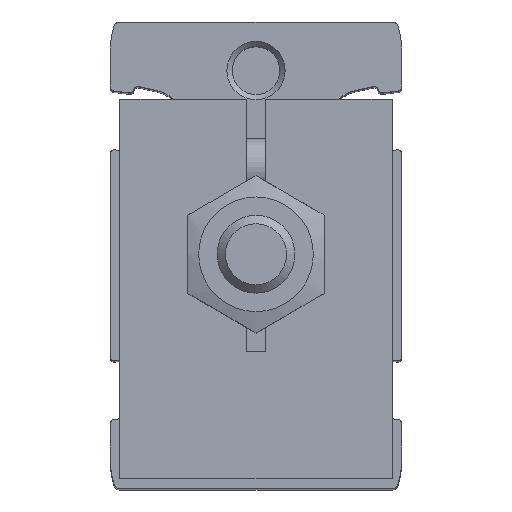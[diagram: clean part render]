
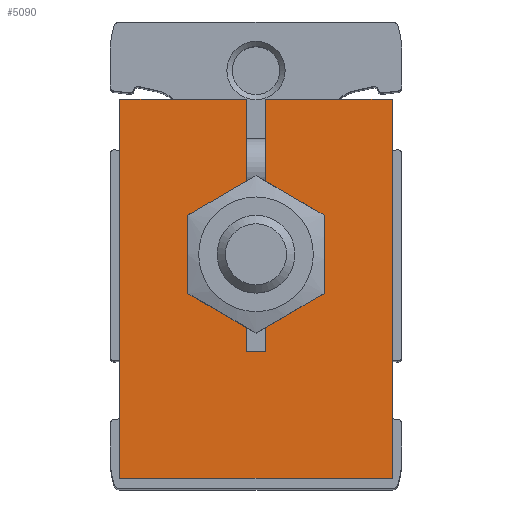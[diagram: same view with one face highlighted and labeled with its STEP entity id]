
A CAD part, top view. The second image highlights one B-rep face of the part: STEP entity #5090.
In plain terms, the highlighted planar face has unit normal (0, 0, 1).
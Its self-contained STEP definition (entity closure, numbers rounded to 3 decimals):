
#213=PLANE('',#5546);
#413=LINE('',#8087,#649);
#415=LINE('',#8092,#651);
#418=LINE('',#8100,#654);
#421=LINE('',#8106,#657);
#424=LINE('',#8114,#660);
#431=LINE('',#8133,#667);
#432=LINE('',#8135,#668);
#433=LINE('',#8139,#669);
#434=LINE('',#8141,#670);
#435=LINE('',#8143,#671);
#649=VECTOR('',#6558,1000.);
#651=VECTOR('',#6562,1000.);
#654=VECTOR('',#6569,1000.);
#657=VECTOR('',#6574,1000.);
#660=VECTOR('',#6581,1000.);
#667=VECTOR('',#6598,1000.);
#668=VECTOR('',#6599,1000.);
#669=VECTOR('',#6602,1000.);
#670=VECTOR('',#6603,1000.);
#671=VECTOR('',#6604,1000.);
#862=CIRCLE('',#5547,2.);
#863=CIRCLE('',#5548,2.);
#1789=ORIENTED_EDGE('',*,*,#2414,.F.);
#1790=ORIENTED_EDGE('',*,*,#2391,.T.);
#1791=ORIENTED_EDGE('',*,*,#2397,.T.);
#1792=ORIENTED_EDGE('',*,*,#2400,.T.);
#1793=ORIENTED_EDGE('',*,*,#2404,.T.);
#1794=ORIENTED_EDGE('',*,*,#2393,.T.);
#1795=ORIENTED_EDGE('',*,*,#2415,.F.);
#1796=ORIENTED_EDGE('',*,*,#2416,.F.);
#1797=ORIENTED_EDGE('',*,*,#2417,.F.);
#1798=ORIENTED_EDGE('',*,*,#2418,.F.);
#1799=ORIENTED_EDGE('',*,*,#2419,.F.);
#1800=ORIENTED_EDGE('',*,*,#2420,.F.);
#2391=EDGE_CURVE('',#2805,#2807,#413,.T.);
#2393=EDGE_CURVE('',#2810,#2809,#415,.T.);
#2397=EDGE_CURVE('',#2807,#2813,#418,.T.);
#2400=EDGE_CURVE('',#2813,#2815,#421,.T.);
#2404=EDGE_CURVE('',#2815,#2810,#424,.T.);
#2414=EDGE_CURVE('',#2805,#2825,#431,.T.);
#2415=EDGE_CURVE('',#2826,#2809,#432,.T.);
#2416=EDGE_CURVE('',#2827,#2826,#862,.T.);
#2417=EDGE_CURVE('',#2828,#2827,#433,.T.);
#2418=EDGE_CURVE('',#2829,#2828,#434,.T.);
#2419=EDGE_CURVE('',#2830,#2829,#435,.T.);
#2420=EDGE_CURVE('',#2825,#2830,#863,.T.);
#2805=VERTEX_POINT('',#8082);
#2807=VERTEX_POINT('',#8086);
#2809=VERTEX_POINT('',#8091);
#2810=VERTEX_POINT('',#8093);
#2813=VERTEX_POINT('',#8101);
#2815=VERTEX_POINT('',#8107);
#2825=VERTEX_POINT('',#8134);
#2826=VERTEX_POINT('',#8136);
#2827=VERTEX_POINT('',#8138);
#2828=VERTEX_POINT('',#8140);
#2829=VERTEX_POINT('',#8142);
#2830=VERTEX_POINT('',#8144);
#3248=EDGE_LOOP('',(#1789,#1790,#1791,#1792,#1793,#1794,#1795,#1796,#1797,
#1798,#1799,#1800));
#3597=FACE_BOUND('',#3248,.T.);
#5090=ADVANCED_FACE('',(#3597),#213,.T.);
#5546=AXIS2_PLACEMENT_3D('',#8132,#6596,#6597);
#5547=AXIS2_PLACEMENT_3D('',#8137,#6600,#6601);
#5548=AXIS2_PLACEMENT_3D('',#8145,#6605,#6606);
#6558=DIRECTION('',(-1.,0.,0.));
#6562=DIRECTION('',(-1.,0.,0.));
#6569=DIRECTION('',(0.,-1.,0.));
#6574=DIRECTION('',(1.,0.,0.));
#6581=DIRECTION('',(0.,1.,0.));
#6596=DIRECTION('',(0.,0.,1.));
#6597=DIRECTION('',(1.,0.,0.));
#6598=DIRECTION('',(0.,-1.,0.));
#6599=DIRECTION('',(0.,1.,0.));
#6600=DIRECTION('',(0.,0.,1.));
#6601=DIRECTION('',(1.,0.,0.));
#6602=DIRECTION('',(0.,1.,0.));
#6603=DIRECTION('',(1.,0.,0.));
#6604=DIRECTION('',(0.,-1.,0.));
#6605=DIRECTION('',(0.,0.,1.));
#6606=DIRECTION('',(1.,0.,0.));
#8082=CARTESIAN_POINT('',(-0.5,19.5,0.));
#8086=CARTESIAN_POINT('',(-7.,19.5,0.));
#8087=CARTESIAN_POINT('',(7.,19.5,0.));
#8091=CARTESIAN_POINT('',(0.5,19.5,0.));
#8092=CARTESIAN_POINT('',(7.,19.5,0.));
#8093=CARTESIAN_POINT('',(7.,19.5,0.));
#8100=CARTESIAN_POINT('',(-7.,19.5,0.));
#8101=CARTESIAN_POINT('',(-7.,0.,0.));
#8106=CARTESIAN_POINT('',(-7.,0.,0.));
#8107=CARTESIAN_POINT('',(7.,0.,0.));
#8114=CARTESIAN_POINT('',(7.,0.,0.));
#8132=CARTESIAN_POINT('',(0.,0.,0.));
#8133=CARTESIAN_POINT('',(-0.5,19.5,0.));
#8134=CARTESIAN_POINT('',(-0.5,13.436,0.));
#8135=CARTESIAN_POINT('',(0.5,13.436,0.));
#8136=CARTESIAN_POINT('',(0.5,13.436,0.));
#8137=CARTESIAN_POINT('',(0.,11.5,0.));
#8138=CARTESIAN_POINT('',(0.5,9.564,0.));
#8139=CARTESIAN_POINT('',(0.5,6.5,0.));
#8140=CARTESIAN_POINT('',(0.5,6.5,0.));
#8141=CARTESIAN_POINT('',(-0.5,6.5,0.));
#8142=CARTESIAN_POINT('',(-0.5,6.5,0.));
#8143=CARTESIAN_POINT('',(-0.5,9.564,0.));
#8144=CARTESIAN_POINT('',(-0.5,9.564,0.));
#8145=CARTESIAN_POINT('',(0.,11.5,0.));
